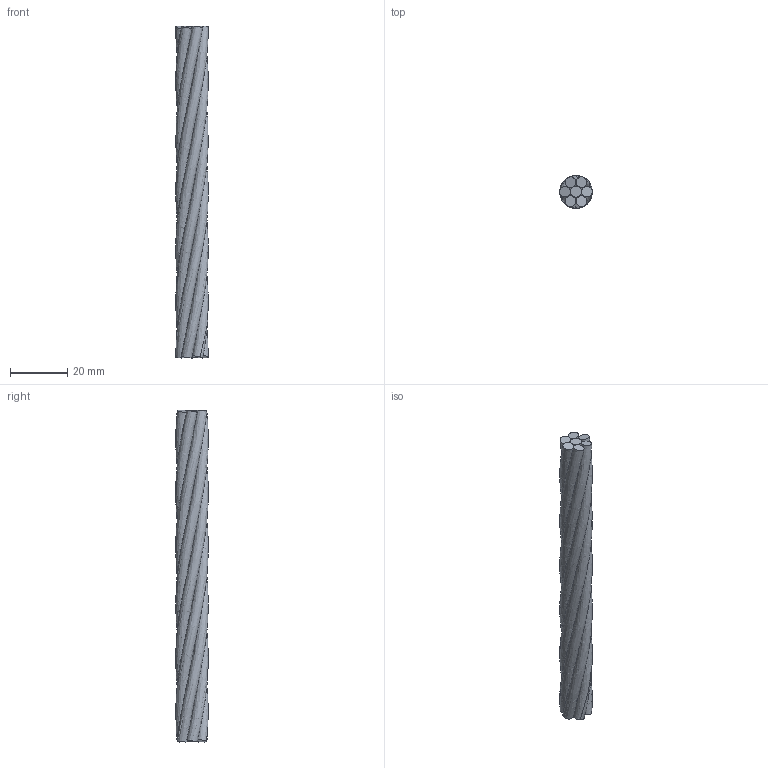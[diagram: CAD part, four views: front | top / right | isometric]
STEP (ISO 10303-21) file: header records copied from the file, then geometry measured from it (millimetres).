
FILE_DESCRIPTION(('FreeCAD Model'),'2;1');
FILE_NAME('NewSevenWiresStrand.step','2020-05-29T12:45:22',('Author'),(''), 'Open CASCADE STEP processor 7.3','FreeCAD','Unknown');
FILE_SCHEMA(('AUTOMOTIVE_DESIGN { 1 0 10303 214 1 1 1 1 }'));
Length unit declared in the file: millimetre
Products named in the file (2): Sweep; Array
Bounding box: 11.39 x 11.39 x 115.76 mm (x, y, z)
Volume: 9105.2 mm3; surface area: 9839.6 mm2
Topology: 7 solids, 7 shells, 21 faces, 21 edges, 14 vertices
Faces by surface type: plane 14, bspline 6, cylinder 1
Full cylindrical faces by diameter (mm): 3.94 x1
Entity records: 3735 total; most frequent: CARTESIAN_POINT 3178, DIRECTION 84, ORIENTED_EDGE 42, PCURVE 42, DEFINITIONAL_REPRESENTATION 42, AXIS2_PLACEMENT_3D 30, CIRCLE 28, ADVANCED_FACE 21
